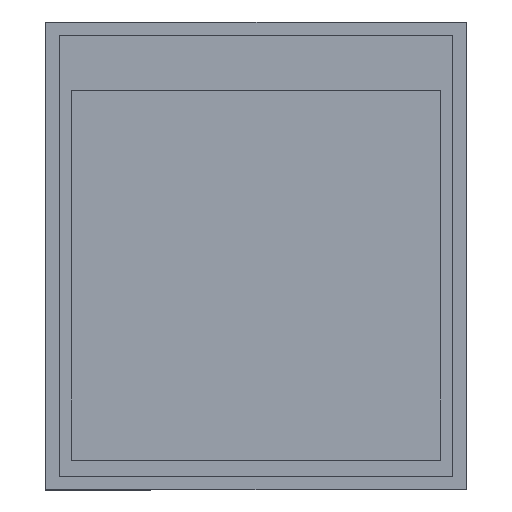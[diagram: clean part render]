
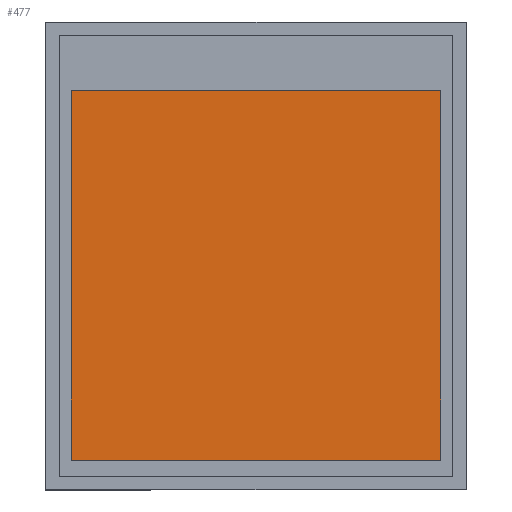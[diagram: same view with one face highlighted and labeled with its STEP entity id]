
A CAD part, top view. The second image highlights one B-rep face of the part: STEP entity #477.
In plain terms, the highlighted face is planar.
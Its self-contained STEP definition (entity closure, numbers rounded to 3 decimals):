
#345 = EDGE_CURVE('',#346,#348,#350,.T.);
#346 = VERTEX_POINT('',#347);
#347 = CARTESIAN_POINT('',(-13.86,-17.11,2.));
#348 = VERTEX_POINT('',#349);
#349 = CARTESIAN_POINT('',(-13.86,10.61,2.));
#350 = LINE('',#351,#352);
#351 = CARTESIAN_POINT('',(-13.86,-17.11,2.));
#352 = VECTOR('',#353,1.);
#353 = DIRECTION('',(0.,1.,0.));
#385 = EDGE_CURVE('',#348,#386,#388,.T.);
#386 = VERTEX_POINT('',#387);
#387 = CARTESIAN_POINT('',(13.86,10.61,2.));
#388 = LINE('',#389,#390);
#389 = CARTESIAN_POINT('',(-13.86,10.61,2.));
#390 = VECTOR('',#391,1.);
#391 = DIRECTION('',(1.,0.,0.));
#416 = EDGE_CURVE('',#386,#417,#419,.T.);
#417 = VERTEX_POINT('',#418);
#418 = CARTESIAN_POINT('',(13.86,-17.11,2.));
#419 = LINE('',#420,#421);
#420 = CARTESIAN_POINT('',(13.86,10.61,2.));
#421 = VECTOR('',#422,1.);
#422 = DIRECTION('',(0.,-1.,0.));
#447 = EDGE_CURVE('',#417,#346,#448,.T.);
#448 = LINE('',#449,#450);
#449 = CARTESIAN_POINT('',(13.86,-17.11,2.));
#450 = VECTOR('',#451,1.);
#451 = DIRECTION('',(-1.,0.,0.));
#477 = ADVANCED_FACE('',(#478),#484,.F.);
#478 = FACE_BOUND('',#479,.T.);
#479 = EDGE_LOOP('',(#480,#481,#482,#483));
#480 = ORIENTED_EDGE('',*,*,#447,.T.);
#481 = ORIENTED_EDGE('',*,*,#345,.T.);
#482 = ORIENTED_EDGE('',*,*,#385,.T.);
#483 = ORIENTED_EDGE('',*,*,#416,.T.);
#484 = PLANE('',#485);
#485 = AXIS2_PLACEMENT_3D('',#486,#487,#488);
#486 = CARTESIAN_POINT('',(0.,-3.25,2.));
#487 = DIRECTION('',(0.,0.,1.));
#488 = DIRECTION('',(1.,0.,-0.));
